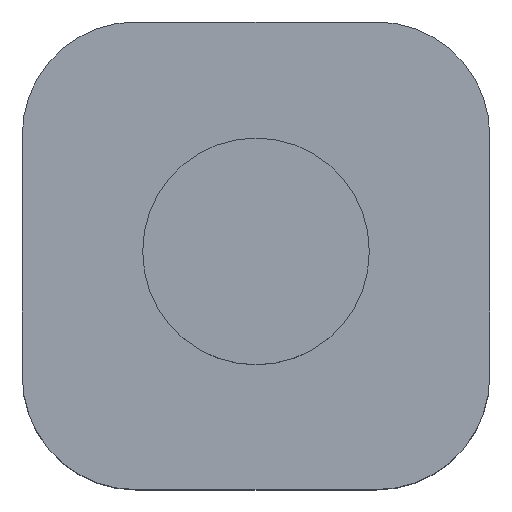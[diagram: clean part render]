
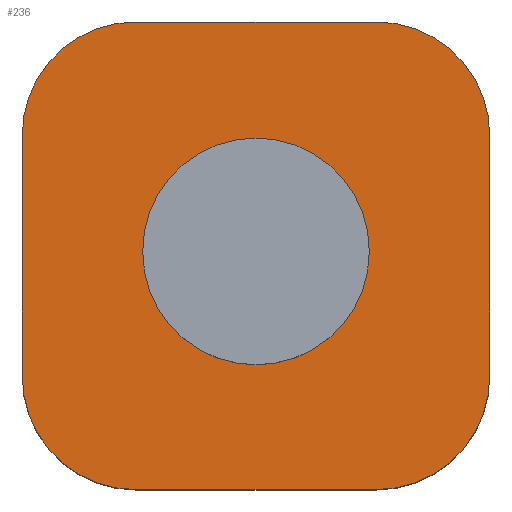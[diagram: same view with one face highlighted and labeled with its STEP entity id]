
A CAD part, top view. The second image highlights one B-rep face of the part: STEP entity #236.
In plain terms, the highlighted planar face has unit normal (0, 0, 1).
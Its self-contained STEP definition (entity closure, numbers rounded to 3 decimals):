
#107=CARTESIAN_POINT('POINT7',(76.2,0.,104.902));
#108=VERTEX_POINT('VERTEX7',#107);
#115=CARTESIAN_POINT('POINT8',(-76.2,0.,104.902));
#116=VERTEX_POINT('VERTEX8',#115);
#117=CARTESIAN_POINT('POS14',(0.,0.,104.902));
#118=DIRECTION('DIR24',(0.,0.,1.));
#119=DIRECTION('DIR25',(1.,0.,0.));
#120=AXIS2_PLACEMENT_3D('AXIS11',#117,#118,#119);
#121=CIRCLE('ELLIPSE7',#120,76.2);
#122=EDGE_CURVE('EDGE10',#108,#116,#121,.T.);
#140=CARTESIAN_POINT('POS17',(0.,0.,104.902));
#141=DIRECTION('DIR29',(0.,0.,1.));
#142=DIRECTION('DIR30',(-1.,0.,0.));
#143=AXIS2_PLACEMENT_3D('AXIS13',#140,#141,#142);
#144=CIRCLE('ELLIPSE8',#143,76.2);
#145=EDGE_CURVE('EDGE12',#116,#108,#144,.T.);
#157=CARTESIAN_POINT('POINT9',(-209.55,104.14,104.902));
#158=VERTEX_POINT('VERTEX9',#157);
#159=CARTESIAN_POINT('POINT10',(-209.55,-111.76,104.902))
   ;
#160=VERTEX_POINT('VERTEX10',#159);
#161=CARTESIAN_POINT('POS19',(-209.55,104.14,104.902));
#162=DIRECTION('DIR33',(0.,-1.,0.));
#163=VECTOR('VEC5',#162,25.4);
#164=LINE('STRAIGHT5',#161,#163);
#165=EDGE_CURVE('EDGE13',#158,#160,#164,.T.);
#166=ORIENTED_EDGE('COEDGE23',*,*,#165,.T.);
#167=CARTESIAN_POINT('POINT11',(-107.95,-213.36,104.902))
   ;
#168=VERTEX_POINT('VERTEX11',#167);
#169=CARTESIAN_POINT('POS20',(-107.95,-111.76,104.902));
#170=DIRECTION('DIR34',(0.,0.,1.));
#171=DIRECTION('DIR35',(-1.,0.,0.));
#172=AXIS2_PLACEMENT_3D('AXIS15',#169,#170,#171);
#173=CIRCLE('ELLIPSE9',#172,101.6);
#174=EDGE_CURVE('EDGE14',#160,#168,#173,.T.);
#175=ORIENTED_EDGE('COEDGE24',*,*,#174,.T.);
#176=CARTESIAN_POINT('POINT12',(107.95,-213.36,104.902));
#177=VERTEX_POINT('VERTEX12',#176);
#178=CARTESIAN_POINT('POS21',(-107.95,-213.36,104.902));
#179=DIRECTION('DIR36',(1.,0.,0.));
#180=VECTOR('VEC6',#179,25.4);
#181=LINE('STRAIGHT6',#178,#180);
#182=EDGE_CURVE('EDGE15',#168,#177,#181,.T.);
#183=ORIENTED_EDGE('COEDGE25',*,*,#182,.T.);
#184=CARTESIAN_POINT('POINT13',(209.55,-111.76,104.902));
#185=VERTEX_POINT('VERTEX13',#184);
#186=CARTESIAN_POINT('POS22',(107.95,-111.76,104.902));
#187=DIRECTION('DIR37',(0.,0.,1.));
#188=DIRECTION('DIR38',(0.,-1.,0.));
#189=AXIS2_PLACEMENT_3D('AXIS16',#186,#187,#188);
#190=CIRCLE('ELLIPSE10',#189,101.6);
#191=EDGE_CURVE('EDGE16',#177,#185,#190,.T.);
#192=ORIENTED_EDGE('COEDGE26',*,*,#191,.T.);
#193=CARTESIAN_POINT('POINT14',(209.55,104.14,104.902));
#194=VERTEX_POINT('VERTEX14',#193);
#195=CARTESIAN_POINT('POS23',(209.55,-111.76,104.902));
#196=DIRECTION('DIR39',(0.,1.,0.));
#197=VECTOR('VEC7',#196,25.4);
#198=LINE('STRAIGHT7',#195,#197);
#199=EDGE_CURVE('EDGE17',#185,#194,#198,.T.);
#200=ORIENTED_EDGE('COEDGE27',*,*,#199,.T.);
#201=CARTESIAN_POINT('POINT15',(107.95,205.74,104.902));
#202=VERTEX_POINT('VERTEX15',#201);
#203=CARTESIAN_POINT('POS24',(107.95,104.14,104.902));
#204=DIRECTION('DIR40',(0.,0.,1.));
#205=DIRECTION('DIR41',(1.,0.,0.));
#206=AXIS2_PLACEMENT_3D('AXIS17',#203,#204,#205);
#207=CIRCLE('ELLIPSE11',#206,101.6);
#208=EDGE_CURVE('EDGE18',#194,#202,#207,.T.);
#209=ORIENTED_EDGE('COEDGE28',*,*,#208,.T.);
#210=CARTESIAN_POINT('POINT16',(-107.95,205.74,104.902));
#211=VERTEX_POINT('VERTEX16',#210);
#212=CARTESIAN_POINT('POS25',(107.95,205.74,104.902));
#213=DIRECTION('DIR42',(-1.,0.,0.));
#214=VECTOR('VEC8',#213,25.4);
#215=LINE('STRAIGHT8',#212,#214);
#216=EDGE_CURVE('EDGE19',#202,#211,#215,.T.);
#217=ORIENTED_EDGE('COEDGE29',*,*,#216,.T.);
#218=CARTESIAN_POINT('POS26',(-107.95,104.14,104.902));
#219=DIRECTION('DIR43',(0.,0.,1.));
#220=DIRECTION('DIR44',(0.,1.,0.));
#221=AXIS2_PLACEMENT_3D('AXIS18',#218,#219,#220);
#222=CIRCLE('ELLIPSE12',#221,101.6);
#223=EDGE_CURVE('EDGE20',#211,#158,#222,.T.);
#224=ORIENTED_EDGE('COEDGE30',*,*,#223,.T.);
#225=EDGE_LOOP('NONE',(#166,#175,#183,#192,#200,#209,#217,#224));
#226=FACE_BOUND('LOOP1',#225,.T.);
#227=ORIENTED_EDGE('COEDGE31',*,*,#145,.F.);
#228=ORIENTED_EDGE('COEDGE32',*,*,#122,.F.);
#229=EDGE_LOOP('NONE',(#227,#228));
#230=FACE_BOUND('LOOP1',#229,.T.);
#231=CARTESIAN_POINT('POS27',(0.,0.,104.902));
#232=DIRECTION('DIR45',(0.,0.,1.));
#233=DIRECTION('DIR46',(1.,0.,0.));
#234=AXIS2_PLACEMENT_3D('AXIS19',#231,#232,#233);
#235=PLANE('PLANE3',#234);
#236=ADVANCED_FACE('FACE7',(#226,#230),#235,.T.);
